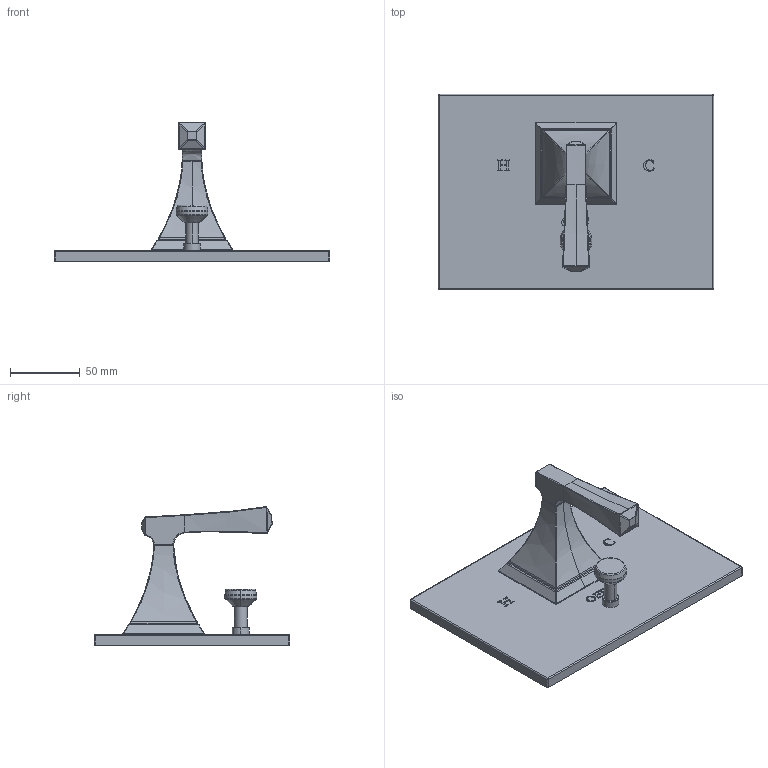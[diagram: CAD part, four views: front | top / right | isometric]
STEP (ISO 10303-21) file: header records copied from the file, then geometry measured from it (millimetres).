
FILE_DESCRIPTION((''),'2;1');
FILE_NAME('5-2572BP','2021-06-09T10:11:20',('jinson.thomas'),(''),'CREO PARAMETRIC BY PTC INC, 2018400','CREO PARAMETRIC BY PTC INC, 2018400','');
FILE_SCHEMA(('CONFIG_CONTROL_DESIGN'));
Length unit declared in the file: inch
Products named in the file (1): 5-2572BP
Bounding box: 196.85 x 139.7 x 99.16 mm (x, y, z)
Volume: 311844.8 mm3; surface area: 72992.7 mm2
Topology: 1 solids, 1 shells, 406 faces, 1050 edges, 658 vertices
Faces by surface type: extrusion 186, bspline 93, plane 63, cylinder 40, sphere 12, torus 8, cone 4
Entity records: 16841 total; most frequent: CARTESIAN_POINT 8262, ORIENTED_EDGE 2100, DIRECTION 1091, EDGE_CURVE 1050, B_SPLINE_CURVE_WITH_KNOTS 723, VERTEX_POINT 658, VECTOR 561, EDGE_LOOP 418
